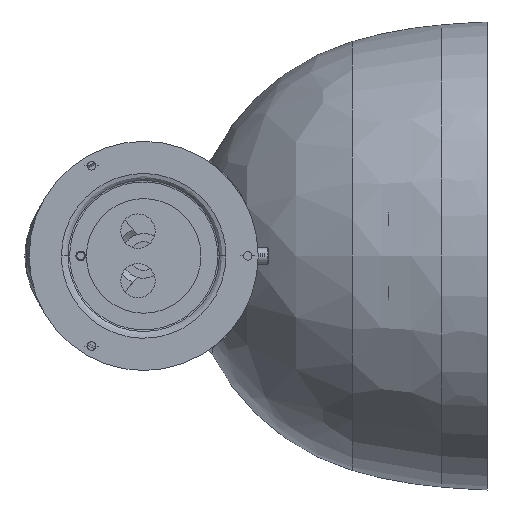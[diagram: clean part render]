
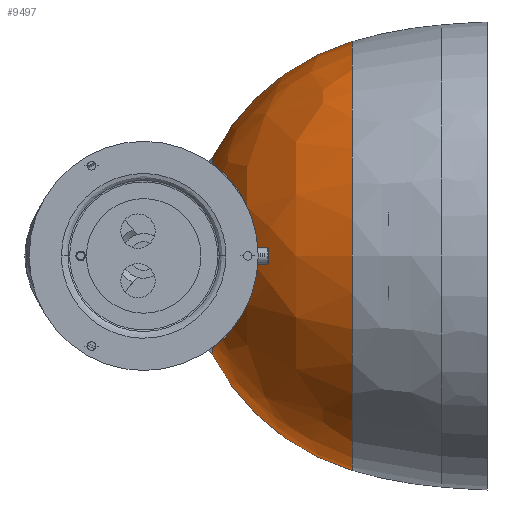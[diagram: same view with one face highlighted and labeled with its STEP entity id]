
A CAD part, left-side view. The second image highlights one B-rep face of the part: STEP entity #9497.
In plain terms, the highlighted free-form (B-spline) face has degree [3, 3] with [4, 4] control points.
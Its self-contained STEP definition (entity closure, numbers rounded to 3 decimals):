
#158 = DIRECTION ( 'NONE',  ( 0., 1., 0. ) ) ;
#1005 = DIRECTION ( 'NONE',  ( 0., 0., 1. ) ) ;
#1382 = CARTESIAN_POINT ( 'NONE',  ( 3096.319, 290.91, 51.497 ) ) ;
#1469 = CIRCLE ( 'NONE', #21198, 120.444 ) ;
#1985 = CIRCLE ( 'NONE', #27657, 51.497 ) ;
#2363 = CARTESIAN_POINT ( 'NONE',  ( 3096.319, 217.79, -112.298 ) ) ;
#2533 = CARTESIAN_POINT ( 'NONE',  ( 3096.319, 290.91, -51.497 ) ) ;
#2696 = CARTESIAN_POINT ( 'NONE',  ( 2890.751, 249.925, 102.784 ) ) ;
#4371 = ORIENTED_EDGE ( 'NONE', *, *, #12955, .F. ) ;
#5261 = CARTESIAN_POINT ( 'NONE',  ( 2933.606, 275.693, -81.357 ) ) ;
#5426 = CARTESIAN_POINT ( 'NONE',  ( 2871.723, 217.79, -112.298 ) ) ;
#5591 = VERTEX_POINT ( 'NONE', #14262 ) ;
#7486 = CARTESIAN_POINT ( 'NONE',  ( 3096.319, 249.925, -102.784 ) ) ;
#8203 = DIRECTION ( 'NONE',  ( 0., 0., -1. ) ) ;
#9098 = EDGE_CURVE ( 'NONE', #12275, #19664, #17301, .T. ) ;
#9497 = ADVANCED_FACE ( 'NONE', ( #12977 ), #12897, .T. ) ;
#9964 = EDGE_CURVE ( 'NONE', #5591, #12275, #17911, .T. ) ;
#10568 = CARTESIAN_POINT ( 'NONE',  ( 3096.319, 217.79, 112.298 ) ) ;
#11945 = ORIENTED_EDGE ( 'NONE', *, *, #21345, .T. ) ;
#12101 = CARTESIAN_POINT ( 'NONE',  ( 3096.319, 217.79, 112.298 ) ) ;
#12275 = VERTEX_POINT ( 'NONE', #12101 ) ;
#12634 = CARTESIAN_POINT ( 'NONE',  ( 3096.319, 275.693, -81.357 ) ) ;
#12806 = CARTESIAN_POINT ( 'NONE',  ( 2993.325, 290.91, 51.497 ) ) ;
#12897 =( BOUNDED_SURFACE ( )  B_SPLINE_SURFACE ( 3, 3, ( 
 ( #10568, #21029, #5426, #2363 ),
 ( #20700, #2696, #31467, #7486 ),
 ( #15869, #17976, #5261, #12634 ),
 ( #15534, #12806, #23252, #2533 ) ),
 .UNSPECIFIED., .F., .F., .F. ) 
 B_SPLINE_SURFACE_WITH_KNOTS ( ( 4, 4 ),
 ( 4, 4 ),
 ( 0., 1. ),
 ( 0., 1. ),
 .UNSPECIFIED. ) 
 GEOMETRIC_REPRESENTATION_ITEM ( )  RATIONAL_B_SPLINE_SURFACE ( (
 ( 1., 0.333, 0.333, 1.),
 ( 0.946, 0.315, 0.315, 0.946),
 ( 0.946, 0.315, 0.315, 0.946),
 ( 1., 0.333, 0.333, 1.) ) ) 
 REPRESENTATION_ITEM ( '' )  SURFACE ( )  );
#12955 = EDGE_CURVE ( 'NONE', #5591, #29642, #1469, .T. ) ;
#12977 = FACE_OUTER_BOUND ( 'NONE', #21193, .T. ) ;
#14185 = DIRECTION ( 'NONE',  ( 0., 0., -1. ) ) ;
#14262 = CARTESIAN_POINT ( 'NONE',  ( 3096.319, 217.79, -112.298 ) ) ;
#14421 = CARTESIAN_POINT ( 'NONE',  ( 3096.319, 183.598, 3.191 ) ) ;
#14752 = CARTESIAN_POINT ( 'NONE',  ( 3096.319, 290.91, -51.497 ) ) ;
#14764 = DIRECTION ( 'NONE',  ( 1., 0., 0. ) ) ;
#15534 = CARTESIAN_POINT ( 'NONE',  ( 3096.319, 290.91, 51.497 ) ) ;
#15869 = CARTESIAN_POINT ( 'NONE',  ( 3096.319, 275.693, 81.357 ) ) ;
#16791 = AXIS2_PLACEMENT_3D ( 'NONE', #31684, #158, #8203 ) ;
#17301 = CIRCLE ( 'NONE', #17383, 120.444 ) ;
#17383 = AXIS2_PLACEMENT_3D ( 'NONE', #29253, #26702, #1005 ) ;
#17911 = CIRCLE ( 'NONE', #16791, 112.298 ) ;
#17976 = CARTESIAN_POINT ( 'NONE',  ( 2933.606, 275.693, 81.357 ) ) ;
#18686 = CARTESIAN_POINT ( 'NONE',  ( 3096.319, 290.91, 0. ) ) ;
#19442 = ORIENTED_EDGE ( 'NONE', *, *, #9098, .T. ) ;
#19664 = VERTEX_POINT ( 'NONE', #1382 ) ;
#20700 = CARTESIAN_POINT ( 'NONE',  ( 3096.319, 249.925, 102.784 ) ) ;
#21029 = CARTESIAN_POINT ( 'NONE',  ( 2871.723, 217.79, 112.298 ) ) ;
#21193 = EDGE_LOOP ( 'NONE', ( #25795, #19442, #11945, #4371 ) ) ;
#21198 = AXIS2_PLACEMENT_3D ( 'NONE', #14421, #14764, #27773 ) ;
#21345 = EDGE_CURVE ( 'NONE', #19664, #29642, #1985, .T. ) ;
#21574 = DIRECTION ( 'NONE',  ( 0., -1., 0. ) ) ;
#23252 = CARTESIAN_POINT ( 'NONE',  ( 2993.325, 290.91, -51.497 ) ) ;
#25795 = ORIENTED_EDGE ( 'NONE', *, *, #9964, .T. ) ;
#26702 = DIRECTION ( 'NONE',  ( -1., 0., 0. ) ) ;
#27657 = AXIS2_PLACEMENT_3D ( 'NONE', #18686, #21574, #14185 ) ;
#27773 = DIRECTION ( 'NONE',  ( 0., 0., -1. ) ) ;
#29253 = CARTESIAN_POINT ( 'NONE',  ( 3096.319, 183.598, -3.191 ) ) ;
#29642 = VERTEX_POINT ( 'NONE', #14752 ) ;
#31467 = CARTESIAN_POINT ( 'NONE',  ( 2890.751, 249.925, -102.784 ) ) ;
#31684 = CARTESIAN_POINT ( 'NONE',  ( 3096.319, 217.79, 0. ) ) ;
